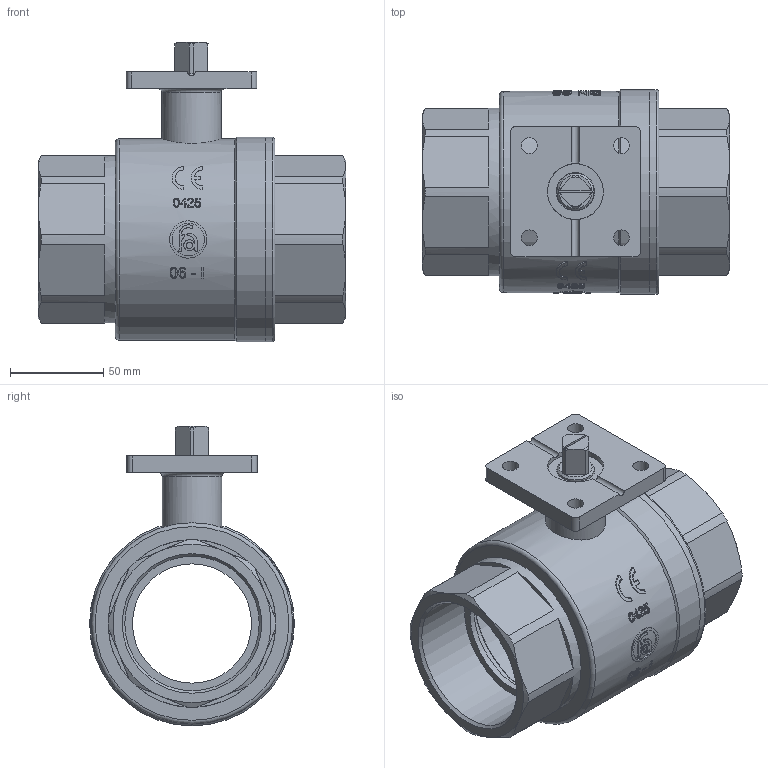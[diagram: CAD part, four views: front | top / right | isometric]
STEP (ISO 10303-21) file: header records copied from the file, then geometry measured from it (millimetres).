
FILE_DESCRIPTION(/* description */ ('Unknown'),/* implementation_level */ '2;1');
FILE_NAME(/* name */ '767-10',/* time_stamp */ '2023-06-07T13:13:14+02:00',/* author */ ('Unknown'),/* organization */ ('Unknown'),/* preprocessor_version */ 'ST-DEVELOPER v18.102',/* originating_system */ 'Solid Edge',/* authorisation */ 'Unknown');
FILE_SCHEMA (('AUTOMOTIVE_DESIGN {1 0 10303 214 3 1 1}'));
Length unit declared in the file: millimetre
Products named in the file (4): 2.110.065_(767-10); LA0160#14065; AT0042#52; LA0161#065
Assembly tree (3 placements, depth 2):
  2.110.065_(767-10)
    LA0160#14065
    AT0042#52
    LA0161#065
Bounding box: 165 x 110 x 161 mm (x, y, z)
Volume: 389520.2 mm3; surface area: 147899 mm2
Topology: 3 solids, 3 shells, 367 faces, 873 edges, 571 vertices
Faces by surface type: plane 185, cylinder 95, bspline 39, cone 37, torus 11
Full cylindrical faces by diameter (mm): 3.341 x1, 8.5 x4, 15.5 x2, 17.345 x1, 19.98 x3, 20 x2, 20.5 x1, 24 x1, 25 x1, 30 x1, 32 x1, 64 x2, 72.226 x2, 73.2 x2, 78.9 x2, 90 x1, 92 x1, 100.2 x1, 100.21 x1, 102 x1, 102.5 x1, 108 x1, 110 x2
Entity records: 16475 total; most frequent: CARTESIAN_POINT 6166, DIRECTION 1625, ORIENTED_EDGE 1554, EDGE_CURVE 777, AXIS2_PLACEMENT_3D 658, VERTEX_POINT 546, EDGE_LOOP 511, FACE_BOUND 511
